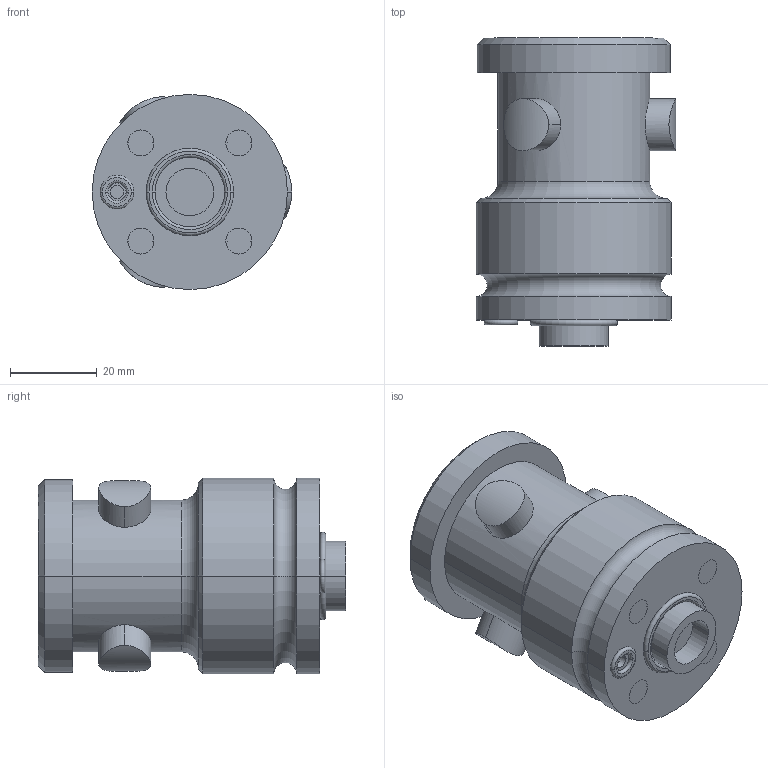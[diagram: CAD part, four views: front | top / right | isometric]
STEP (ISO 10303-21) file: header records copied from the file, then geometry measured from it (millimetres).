
FILE_DESCRIPTION((''),'2;1');
FILE_NAME('ILC15821601','2020-04-30T',('jweaver'),(''),'PRO/ENGINEER BY PARAMETRIC TECHNOLOGY CORPORATION, 2013320','PRO/ENGINEER BY PARAMETRIC TECHNOLOGY CORPORATION, 2013320','');
FILE_SCHEMA(('AUTOMOTIVE_DESIGN { 1 0 10303 214 1 1 1 1 }'));
Length unit declared in the file: inch
Products named in the file (1): ILC15821601
Bounding box: 46 x 71 x 45 mm (x, y, z)
Volume: 85466 mm3; surface area: 15915.7 mm2
Topology: 1 solids, 5 shells, 89 faces, 185 edges, 112 vertices
Faces by surface type: cylinder 39, cone 20, plane 18, torus 12
Entity records: 3422 total; most frequent: CARTESIAN_POINT 585, DIRECTION 453, ORIENTED_EDGE 346, AXIS2_PLACEMENT_3D 198, PRESENTATION_STYLE_ASSIGNMENT 196, STYLED_ITEM 182, CURVE_STYLE 177, EDGE_CURVE 177
